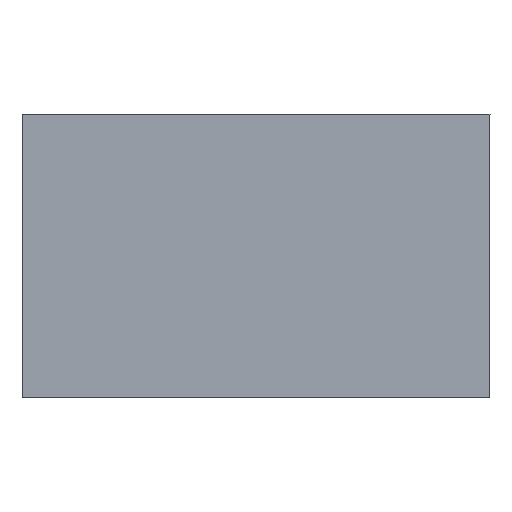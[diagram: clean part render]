
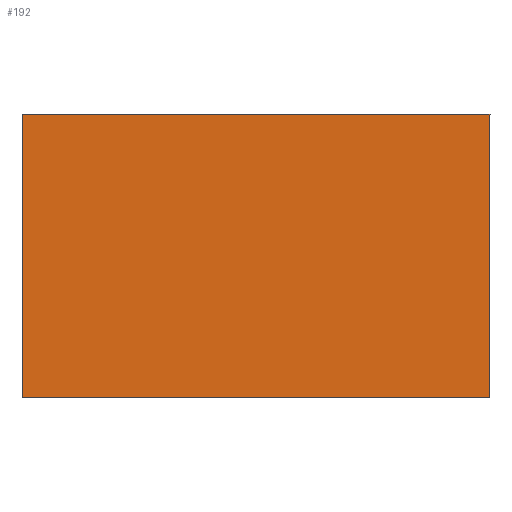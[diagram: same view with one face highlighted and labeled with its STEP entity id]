
A CAD part, front view. The second image highlights one B-rep face of the part: STEP entity #192.
In plain terms, the highlighted planar face has unit normal (0, -1, 0).
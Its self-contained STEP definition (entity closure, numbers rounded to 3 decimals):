
#24 = VERTEX_POINT('',#25);
#25 = CARTESIAN_POINT('',(329.987,10.301,
    40.765));
#31 = PLANE('',#32);
#32 = AXIS2_PLACEMENT_3D('',#33,#34,#35);
#33 = CARTESIAN_POINT('',(329.987,11.186,
    40.545));
#34 = DIRECTION('',(1.,0.,
    0.));
#35 = DIRECTION('',(0.,-1.,0.));
#42 = PLANE('',#43);
#43 = AXIS2_PLACEMENT_3D('',#44,#45,#46);
#44 = CARTESIAN_POINT('',(330.272,9.566,40.765)
  );
#45 = DIRECTION('',(0.,0.,
    -1.));
#46 = DIRECTION('',(0.,-1.,0.));
#79 = VERTEX_POINT('',#80);
#80 = CARTESIAN_POINT('',(329.987,10.301,41.765
    ));
#92 = PLANE('',#93);
#93 = AXIS2_PLACEMENT_3D('',#94,#95,#96);
#94 = CARTESIAN_POINT('',(330.272,11.186,41.765
    ));
#95 = DIRECTION('',(0.,0.,
    1.));
#96 = DIRECTION('',(0.,1.,0.));
#103 = EDGE_CURVE('',#24,#79,#104,.T.);
#104 = SURFACE_CURVE('',#105,(#108,#114),.PCURVE_S1.);
#105 = B_SPLINE_CURVE_WITH_KNOTS('',1,(#106,#107),.UNSPECIFIED.,.F.,.F.,
  (2,2),(-1.,0.),.PIECEWISE_BEZIER_KNOTS.);
#106 = CARTESIAN_POINT('',(329.987,10.301,
    40.765));
#107 = CARTESIAN_POINT('',(329.987,10.301,
    41.765));
#108 = PCURVE('',#31,#109);
#109 = DEFINITIONAL_REPRESENTATION('',(#110),#113);
#110 = B_SPLINE_CURVE_WITH_KNOTS('',1,(#111,#112),.UNSPECIFIED.,.F.,.F.,
  (2,2),(-1.,0.),.PIECEWISE_BEZIER_KNOTS.);
#111 = CARTESIAN_POINT('',(0.885,-0.22));
#112 = CARTESIAN_POINT('',(0.885,-1.22));
#113 = ( GEOMETRIC_REPRESENTATION_CONTEXT(2) 
PARAMETRIC_REPRESENTATION_CONTEXT() REPRESENTATION_CONTEXT('2D SPACE',''
  ) );
#114 = PCURVE('',#115,#120);
#115 = PLANE('',#116);
#116 = AXIS2_PLACEMENT_3D('',#117,#118,#119);
#117 = CARTESIAN_POINT('',(330.272,10.301,40.545
    ));
#118 = DIRECTION('',(0.,-1.,0.));
#119 = DIRECTION('',(1.,0.,
    0.));
#120 = DEFINITIONAL_REPRESENTATION('',(#121),#124);
#121 = B_SPLINE_CURVE_WITH_KNOTS('',1,(#122,#123),.UNSPECIFIED.,.F.,.F.,
  (2,2),(-1.,0.),.PIECEWISE_BEZIER_KNOTS.);
#122 = CARTESIAN_POINT('',(-0.285,0.22));
#123 = CARTESIAN_POINT('',(-0.285,1.22));
#124 = ( GEOMETRIC_REPRESENTATION_CONTEXT(2) 
PARAMETRIC_REPRESENTATION_CONTEXT() REPRESENTATION_CONTEXT('2D SPACE',''
  ) );
#151 = VERTEX_POINT('',#152);
#152 = CARTESIAN_POINT('',(328.337,10.301,
    41.765));
#164 = PLANE('',#165);
#165 = AXIS2_PLACEMENT_3D('',#166,#167,#168);
#166 = CARTESIAN_POINT('',(328.337,9.566,
    40.545));
#167 = DIRECTION('',(-1.,0.,
    0.));
#168 = DIRECTION('',(0.,1.,0.));
#175 = EDGE_CURVE('',#79,#151,#176,.T.);
#176 = SURFACE_CURVE('',#177,(#180,#186),.PCURVE_S1.);
#177 = B_SPLINE_CURVE_WITH_KNOTS('',1,(#178,#179),.UNSPECIFIED.,.F.,.F.,
  (2,2),(-1.65,0.),.PIECEWISE_BEZIER_KNOTS.);
#178 = CARTESIAN_POINT('',(329.987,10.301,
    41.765));
#179 = CARTESIAN_POINT('',(328.337,10.301,
    41.765));
#180 = PCURVE('',#92,#181);
#181 = DEFINITIONAL_REPRESENTATION('',(#182),#185);
#182 = B_SPLINE_CURVE_WITH_KNOTS('',1,(#183,#184),.UNSPECIFIED.,.F.,.F.,
  (2,2),(-1.65,0.),.PIECEWISE_BEZIER_KNOTS.);
#183 = CARTESIAN_POINT('',(-0.885,0.285));
#184 = CARTESIAN_POINT('',(-0.885,1.935));
#185 = ( GEOMETRIC_REPRESENTATION_CONTEXT(2) 
PARAMETRIC_REPRESENTATION_CONTEXT() REPRESENTATION_CONTEXT('2D SPACE',''
  ) );
#186 = PCURVE('',#115,#187);
#187 = DEFINITIONAL_REPRESENTATION('',(#188),#191);
#188 = B_SPLINE_CURVE_WITH_KNOTS('',1,(#189,#190),.UNSPECIFIED.,.F.,.F.,
  (2,2),(-1.65,0.),.PIECEWISE_BEZIER_KNOTS.);
#189 = CARTESIAN_POINT('',(-0.285,1.22));
#190 = CARTESIAN_POINT('',(-1.935,1.22));
#191 = ( GEOMETRIC_REPRESENTATION_CONTEXT(2) 
PARAMETRIC_REPRESENTATION_CONTEXT() REPRESENTATION_CONTEXT('2D SPACE',''
  ) );
#192 = ADVANCED_FACE('',(#193),#115,.T.);
#193 = FACE_BOUND('',#194,.T.);
#194 = EDGE_LOOP('',(#195,#196,#216,#234));
#195 = ORIENTED_EDGE('',*,*,#175,.T.);
#196 = ORIENTED_EDGE('',*,*,#197,.F.);
#197 = EDGE_CURVE('',#198,#151,#200,.T.);
#198 = VERTEX_POINT('',#199);
#199 = CARTESIAN_POINT('',(328.337,10.301,
    40.765));
#200 = SURFACE_CURVE('',#201,(#204,#210),.PCURVE_S1.);
#201 = B_SPLINE_CURVE_WITH_KNOTS('',1,(#202,#203),.UNSPECIFIED.,.F.,.F.,
  (2,2),(0.,1.),.PIECEWISE_BEZIER_KNOTS.);
#202 = CARTESIAN_POINT('',(328.337,10.301,
    40.765));
#203 = CARTESIAN_POINT('',(328.337,10.301,
    41.765));
#204 = PCURVE('',#115,#205);
#205 = DEFINITIONAL_REPRESENTATION('',(#206),#209);
#206 = B_SPLINE_CURVE_WITH_KNOTS('',1,(#207,#208),.UNSPECIFIED.,.F.,.F.,
  (2,2),(0.,1.),.PIECEWISE_BEZIER_KNOTS.);
#207 = CARTESIAN_POINT('',(-1.935,0.22));
#208 = CARTESIAN_POINT('',(-1.935,1.22));
#209 = ( GEOMETRIC_REPRESENTATION_CONTEXT(2) 
PARAMETRIC_REPRESENTATION_CONTEXT() REPRESENTATION_CONTEXT('2D SPACE',''
  ) );
#210 = PCURVE('',#164,#211);
#211 = DEFINITIONAL_REPRESENTATION('',(#212),#215);
#212 = B_SPLINE_CURVE_WITH_KNOTS('',1,(#213,#214),.UNSPECIFIED.,.F.,.F.,
  (2,2),(0.,1.),.PIECEWISE_BEZIER_KNOTS.);
#213 = CARTESIAN_POINT('',(0.735,-0.22));
#214 = CARTESIAN_POINT('',(0.735,-1.22));
#215 = ( GEOMETRIC_REPRESENTATION_CONTEXT(2) 
PARAMETRIC_REPRESENTATION_CONTEXT() REPRESENTATION_CONTEXT('2D SPACE',''
  ) );
#216 = ORIENTED_EDGE('',*,*,#217,.F.);
#217 = EDGE_CURVE('',#24,#198,#218,.T.);
#218 = SURFACE_CURVE('',#219,(#222,#228),.PCURVE_S1.);
#219 = B_SPLINE_CURVE_WITH_KNOTS('',1,(#220,#221),.UNSPECIFIED.,.F.,.F.,
  (2,2),(0.,1.65),.PIECEWISE_BEZIER_KNOTS.);
#220 = CARTESIAN_POINT('',(329.987,10.301,
    40.765));
#221 = CARTESIAN_POINT('',(328.337,10.301,
    40.765));
#222 = PCURVE('',#115,#223);
#223 = DEFINITIONAL_REPRESENTATION('',(#224),#227);
#224 = B_SPLINE_CURVE_WITH_KNOTS('',1,(#225,#226),.UNSPECIFIED.,.F.,.F.,
  (2,2),(0.,1.65),.PIECEWISE_BEZIER_KNOTS.);
#225 = CARTESIAN_POINT('',(-0.285,0.22));
#226 = CARTESIAN_POINT('',(-1.935,0.22));
#227 = ( GEOMETRIC_REPRESENTATION_CONTEXT(2) 
PARAMETRIC_REPRESENTATION_CONTEXT() REPRESENTATION_CONTEXT('2D SPACE',''
  ) );
#228 = PCURVE('',#42,#229);
#229 = DEFINITIONAL_REPRESENTATION('',(#230),#233);
#230 = B_SPLINE_CURVE_WITH_KNOTS('',1,(#231,#232),.UNSPECIFIED.,.F.,.F.,
  (2,2),(0.,1.65),.PIECEWISE_BEZIER_KNOTS.);
#231 = CARTESIAN_POINT('',(-0.735,0.285));
#232 = CARTESIAN_POINT('',(-0.735,1.935));
#233 = ( GEOMETRIC_REPRESENTATION_CONTEXT(2) 
PARAMETRIC_REPRESENTATION_CONTEXT() REPRESENTATION_CONTEXT('2D SPACE',''
  ) );
#234 = ORIENTED_EDGE('',*,*,#103,.T.);
